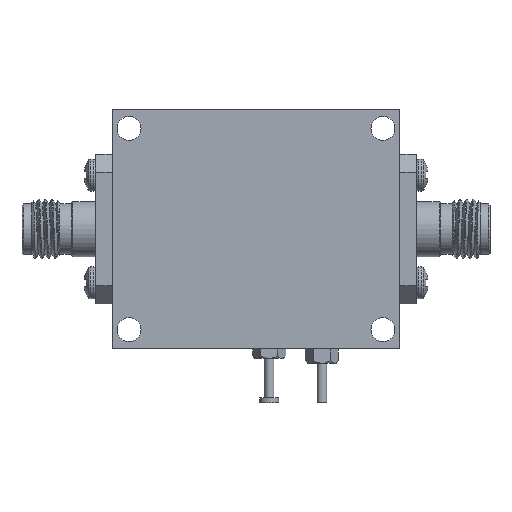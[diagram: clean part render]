
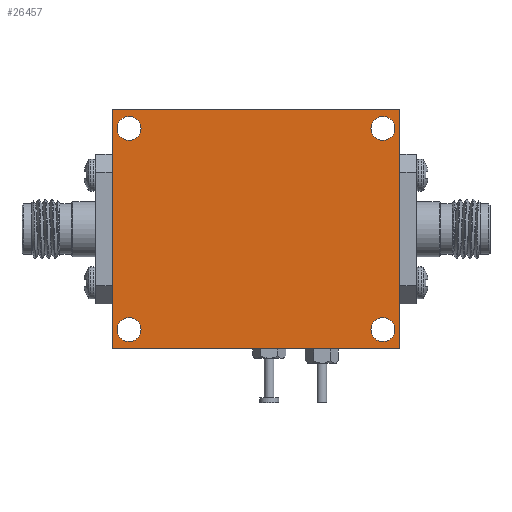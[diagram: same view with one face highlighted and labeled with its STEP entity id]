
A CAD part, front view. The second image highlights one B-rep face of the part: STEP entity #26457.
In plain terms, the highlighted planar face has unit normal (0, -1, 0).
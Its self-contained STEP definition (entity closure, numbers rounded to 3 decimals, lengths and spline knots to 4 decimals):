
#1035 = AXIS2_PLACEMENT_3D ( 'NONE', #38019, #43461, #19226 ) ;
#1684 = CARTESIAN_POINT ( 'NONE',  ( -0.53, -0.2, 0.47 ) ) ;
#2234 = ORIENTED_EDGE ( 'NONE', *, *, #50859, .F. ) ;
#2648 = CARTESIAN_POINT ( 'NONE',  ( -0.6, -0.2, 0.5 ) ) ;
#3236 = ORIENTED_EDGE ( 'NONE', *, *, #13087, .F. ) ;
#3733 = ORIENTED_EDGE ( 'NONE', *, *, #29644, .T. ) ;
#5753 = ORIENTED_EDGE ( 'NONE', *, *, #36708, .T. ) ;
#7160 = VERTEX_POINT ( 'NONE', #16842 ) ;
#7165 = VERTEX_POINT ( 'NONE', #2648 ) ;
#7480 = DIRECTION ( 'NONE',  ( 0., 1., 0. ) ) ;
#7895 = CARTESIAN_POINT ( 'NONE',  ( -0.53, -0.2, 0.42 ) ) ;
#8341 = CARTESIAN_POINT ( 'NONE',  ( -0.6, -0.2, -0.5 ) ) ;
#9790 = EDGE_LOOP ( 'NONE', ( #2234, #3236, #16145, #30443 ) ) ;
#11439 = VERTEX_POINT ( 'NONE', #46410 ) ;
#12314 = CIRCLE ( 'NONE', #60635, 0.05 ) ;
#13087 = EDGE_CURVE ( 'NONE', #7165, #37692, #34093, .T. ) ;
#16145 = ORIENTED_EDGE ( 'NONE', *, *, #30872, .F. ) ;
#16732 = DIRECTION ( 'NONE',  ( 0., 1., 0. ) ) ;
#16842 = CARTESIAN_POINT ( 'NONE',  ( -0.6, -0.2, -0.5 ) ) ;
#17133 = CARTESIAN_POINT ( 'NONE',  ( -0.53, -0.2, -0.37 ) ) ;
#18799 = PLANE ( 'NONE',  #1035 ) ;
#19226 = DIRECTION ( 'NONE',  ( 0., 0., -1. ) ) ;
#19716 = AXIS2_PLACEMENT_3D ( 'NONE', #40184, #16732, #50438 ) ;
#20734 = CIRCLE ( 'NONE', #31281, 0.05 ) ;
#20863 = FACE_BOUND ( 'NONE', #38855, .T. ) ;
#20939 = ORIENTED_EDGE ( 'NONE', *, *, #56975, .T. ) ;
#21786 = CARTESIAN_POINT ( 'NONE',  ( 0.53, -0.2, -0.37 ) ) ;
#22298 = CARTESIAN_POINT ( 'NONE',  ( 0.6, -0.2, 0.5 ) ) ;
#22371 = FACE_OUTER_BOUND ( 'NONE', #9790, .T. ) ;
#22510 = DIRECTION ( 'NONE',  ( -1., 0., 0. ) ) ;
#22758 = VERTEX_POINT ( 'NONE', #21786 ) ;
#25726 = CARTESIAN_POINT ( 'NONE',  ( 0.53, -0.2, 0.42 ) ) ;
#25922 = CARTESIAN_POINT ( 'NONE',  ( -0.6, -0.2, 0.5 ) ) ;
#26457 = ADVANCED_FACE ( 'NONE', ( #20863, #26905, #60871, #49495, #22371 ), #18799, .T. ) ;
#26905 = FACE_BOUND ( 'NONE', #57875, .T. ) ;
#27588 = DIRECTION ( 'NONE',  ( 0., 0., -1. ) ) ;
#27885 = VERTEX_POINT ( 'NONE', #56750 ) ;
#28535 = LINE ( 'NONE', #42209, #53436 ) ;
#29644 = EDGE_CURVE ( 'NONE', #43964, #43964, #12314, .T. ) ;
#30443 = ORIENTED_EDGE ( 'NONE', *, *, #43957, .F. ) ;
#30872 = EDGE_CURVE ( 'NONE', #7160, #7165, #28535, .T. ) ;
#31281 = AXIS2_PLACEMENT_3D ( 'NONE', #25726, #31665, #56262 ) ;
#31665 = DIRECTION ( 'NONE',  ( 0., 1., 0. ) ) ;
#32580 = ORIENTED_EDGE ( 'NONE', *, *, #34653, .T. ) ;
#32653 = EDGE_LOOP ( 'NONE', ( #32580 ) ) ;
#34072 = CARTESIAN_POINT ( 'NONE',  ( -0.53, -0.2, -0.42 ) ) ;
#34093 = LINE ( 'NONE', #25922, #60516 ) ;
#34653 = EDGE_CURVE ( 'NONE', #11439, #11439, #20734, .T. ) ;
#36708 = EDGE_CURVE ( 'NONE', #59060, #59060, #45470, .T. ) ;
#37692 = VERTEX_POINT ( 'NONE', #22298 ) ;
#38019 = CARTESIAN_POINT ( 'NONE',  ( 0., -0.2, 0. ) ) ;
#38511 = DIRECTION ( 'NONE',  ( 0., 0., 1. ) ) ;
#38855 = EDGE_LOOP ( 'NONE', ( #5753 ) ) ;
#40184 = CARTESIAN_POINT ( 'NONE',  ( 0.53, -0.2, -0.42 ) ) ;
#40602 = AXIS2_PLACEMENT_3D ( 'NONE', #34072, #52569, #38511 ) ;
#41971 = CARTESIAN_POINT ( 'NONE',  ( 0.6, -0.2, 0.5 ) ) ;
#42209 = CARTESIAN_POINT ( 'NONE',  ( -0.6, -0.2, 0.5 ) ) ;
#42273 = VECTOR ( 'NONE', #22510, 39.3701 ) ;
#43461 = DIRECTION ( 'NONE',  ( 0., -1., 0. ) ) ;
#43957 = EDGE_CURVE ( 'NONE', #27885, #7160, #60373, .T. ) ;
#43964 = VERTEX_POINT ( 'NONE', #1684 ) ;
#44300 = CIRCLE ( 'NONE', #19716, 0.05 ) ;
#44666 = DIRECTION ( 'NONE',  ( 1., 0., 0. ) ) ;
#45470 = CIRCLE ( 'NONE', #40602, 0.05 ) ;
#46410 = CARTESIAN_POINT ( 'NONE',  ( 0.53, -0.2, 0.47 ) ) ;
#46492 = DIRECTION ( 'NONE',  ( 0., 0., 1. ) ) ;
#47570 = EDGE_LOOP ( 'NONE', ( #3733 ) ) ;
#49495 = FACE_BOUND ( 'NONE', #32653, .T. ) ;
#50438 = DIRECTION ( 'NONE',  ( 0., 0., 1. ) ) ;
#50859 = EDGE_CURVE ( 'NONE', #37692, #27885, #55362, .T. ) ;
#52351 = VECTOR ( 'NONE', #27588, 39.3701 ) ;
#52569 = DIRECTION ( 'NONE',  ( 0., 1., 0. ) ) ;
#53436 = VECTOR ( 'NONE', #61605, 39.3701 ) ;
#55362 = LINE ( 'NONE', #41971, #52351 ) ;
#56262 = DIRECTION ( 'NONE',  ( 0., 0., 1. ) ) ;
#56750 = CARTESIAN_POINT ( 'NONE',  ( 0.6, -0.2, -0.5 ) ) ;
#56975 = EDGE_CURVE ( 'NONE', #22758, #22758, #44300, .T. ) ;
#57875 = EDGE_LOOP ( 'NONE', ( #20939 ) ) ;
#59060 = VERTEX_POINT ( 'NONE', #17133 ) ;
#60373 = LINE ( 'NONE', #8341, #42273 ) ;
#60516 = VECTOR ( 'NONE', #44666, 39.3701 ) ;
#60635 = AXIS2_PLACEMENT_3D ( 'NONE', #7895, #7480, #46492 ) ;
#60871 = FACE_BOUND ( 'NONE', #47570, .T. ) ;
#61605 = DIRECTION ( 'NONE',  ( 0., 0., 1. ) ) ;
